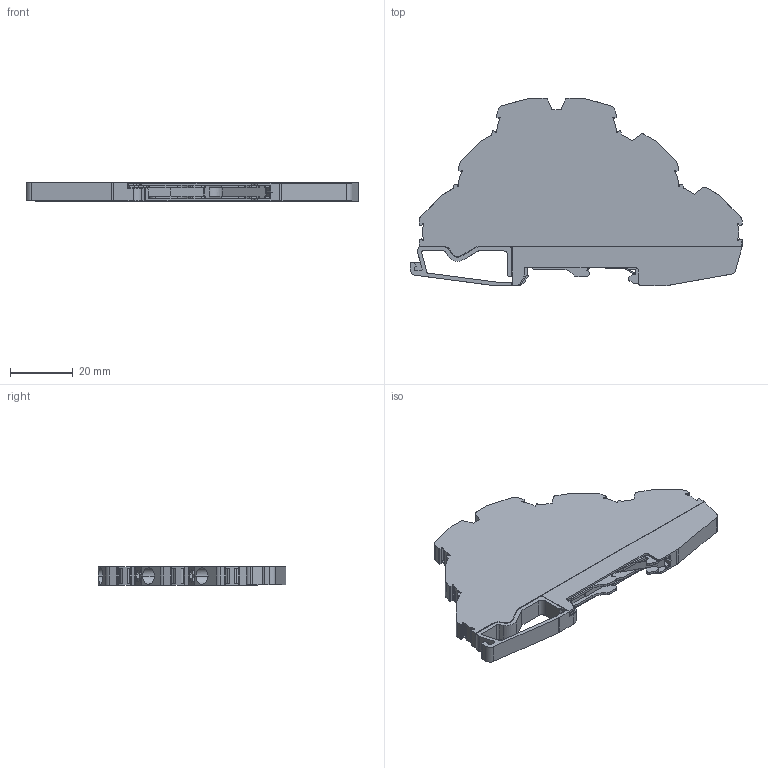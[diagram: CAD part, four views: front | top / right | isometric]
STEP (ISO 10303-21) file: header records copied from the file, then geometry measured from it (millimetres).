
FILE_DESCRIPTION (( 'STEP AP203' ), '1' );
FILE_NAME ('OPK 2,5 - 3 Katlý Topraklamalý Klemens .STEP', '2020-03-19T13:44:06', ( '' ), ( '' ), 'SwSTEP 2.0', 'SolidWorks 2011', '' );
FILE_SCHEMA (( 'CONFIG_CONTROL_DESIGN' ));
Length unit declared in the file: millimetre
Products named in the file (1): OPK 2,5 - 3 Katlý Topraklamalý Klemens 
Bounding box: 106 x 60 x 5.91 mm (x, y, z)
Volume: 22896.8 mm3; surface area: 13027.7 mm2
Topology: 1 solids, 4 shells, 760 faces, 2254 edges, 1502 vertices
Faces by surface type: plane 477, cylinder 274, cone 5, bspline 4
Entity records: 25673 total; most frequent: CARTESIAN_POINT 4790, ORIENTED_EDGE 4508, DIRECTION 4260, EDGE_CURVE 2254, VECTOR 1638, LINE 1638, VERTEX_POINT 1502, AXIS2_PLACEMENT_3D 1311
